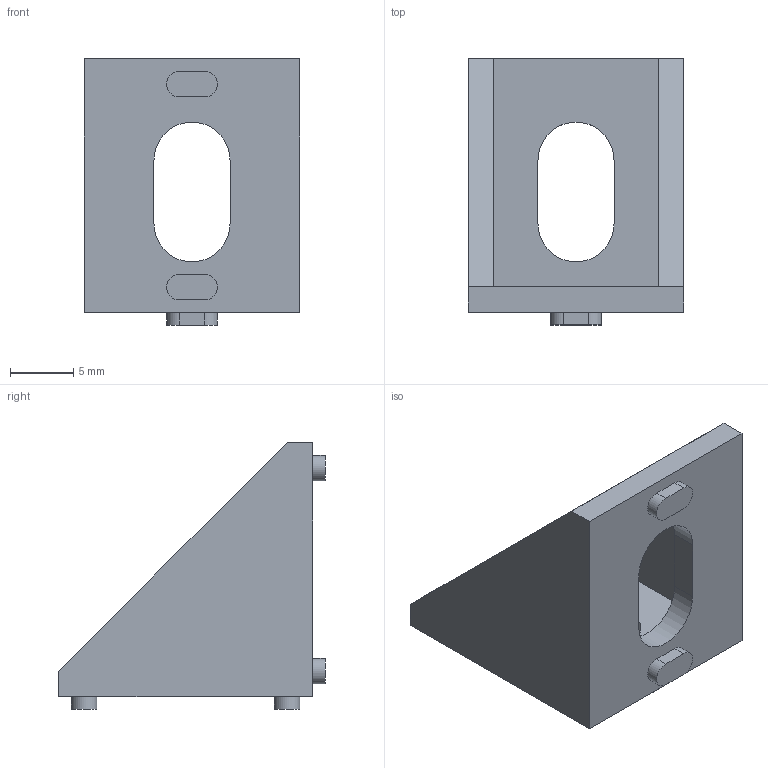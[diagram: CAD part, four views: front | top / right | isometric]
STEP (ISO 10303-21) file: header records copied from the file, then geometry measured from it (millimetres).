
FILE_DESCRIPTION (( 'STEP AP203' ), '1' );
FILE_NAME ('RS-CCB-2017-5 [Cast Aluminum Corner Bracket].STEP', '2017-01-26T03:03:02', ( 'pchelp' ), ( '' ), 'SwSTEP 2.0', 'SolidWorks 2017', '' );
FILE_SCHEMA (( 'CONFIG_CONTROL_DESIGN' ));
Length unit declared in the file: millimetre
Products named in the file (1): RS-CCB-2017-5 [Cast Aluminum Corner Bracket]
Bounding box: 17 x 21 x 21 mm (x, y, z)
Volume: 1735.5 mm3; surface area: 2041.3 mm2
Topology: 1 solids, 1 shells, 40 faces, 98 edges, 64 vertices
Faces by surface type: plane 28, cylinder 12
Entity records: 1259 total; most frequent: DIRECTION 204, CARTESIAN_POINT 203, ORIENTED_EDGE 196, EDGE_CURVE 98, VECTOR 74, LINE 74, AXIS2_PLACEMENT_3D 65, VERTEX_POINT 64
